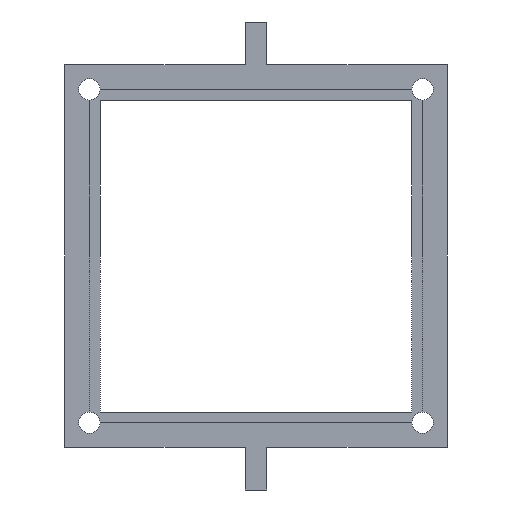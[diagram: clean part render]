
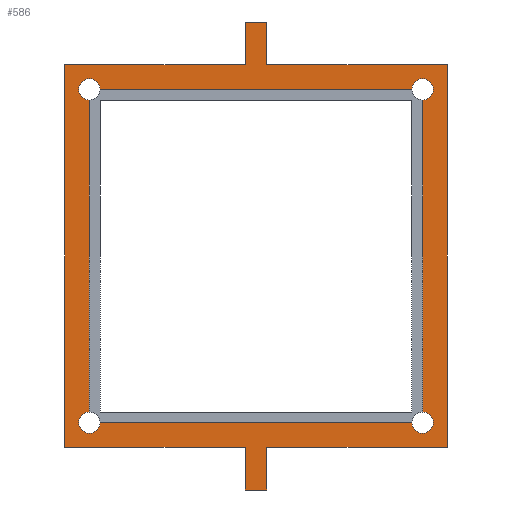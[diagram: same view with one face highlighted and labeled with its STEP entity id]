
A CAD part, left-side view. The second image highlights one B-rep face of the part: STEP entity #586.
In plain terms, the highlighted planar face has unit normal (-1, 0, 0).
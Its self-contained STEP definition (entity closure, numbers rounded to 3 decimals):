
#25=FACE_BOUND('',#100,.T.);
#31=CIRCLE('',#615,1.5);
#32=CIRCLE('',#617,1.5);
#34=CIRCLE('',#621,1.5);
#36=CIRCLE('',#623,1.5);
#37=CIRCLE('',#625,1.5);
#39=CIRCLE('',#627,1.5);
#66=FACE_OUTER_BOUND('',#99,.T.);
#99=EDGE_LOOP('',(#515,#516,#517,#518,#519,#520,#521,#522,#523,#524,#525,
#526));
#100=EDGE_LOOP('',(#527,#528,#529,#530,#531,#532,#533,#534,#535,#536));
#118=LINE('',#840,#186);
#121=LINE('',#846,#189);
#124=LINE('',#852,#192);
#129=LINE('',#868,#197);
#135=LINE('',#891,#203);
#138=LINE('',#897,#206);
#141=LINE('',#903,#209);
#144=LINE('',#909,#212);
#147=LINE('',#915,#215);
#150=LINE('',#921,#218);
#153=LINE('',#927,#221);
#156=LINE('',#933,#224);
#159=LINE('',#939,#227);
#162=LINE('',#945,#230);
#165=LINE('',#951,#233);
#168=LINE('',#955,#236);
#186=VECTOR('',#681,10.);
#189=VECTOR('',#686,10.);
#192=VECTOR('',#691,10.);
#197=VECTOR('',#710,10.);
#203=VECTOR('',#734,10.);
#206=VECTOR('',#739,10.);
#209=VECTOR('',#744,10.);
#212=VECTOR('',#749,10.);
#215=VECTOR('',#754,10.);
#218=VECTOR('',#759,10.);
#221=VECTOR('',#764,10.);
#224=VECTOR('',#769,10.);
#227=VECTOR('',#774,10.);
#230=VECTOR('',#779,10.);
#233=VECTOR('',#784,10.);
#236=VECTOR('',#789,10.);
#253=VERTEX_POINT('',#837);
#254=VERTEX_POINT('',#839);
#255=VERTEX_POINT('',#843);
#256=VERTEX_POINT('',#845);
#257=VERTEX_POINT('',#849);
#258=VERTEX_POINT('',#851);
#260=VERTEX_POINT('',#860);
#262=VERTEX_POINT('',#867);
#263=VERTEX_POINT('',#871);
#265=VERTEX_POINT('',#878);
#269=VERTEX_POINT('',#888);
#270=VERTEX_POINT('',#890);
#272=VERTEX_POINT('',#896);
#274=VERTEX_POINT('',#902);
#276=VERTEX_POINT('',#908);
#278=VERTEX_POINT('',#914);
#280=VERTEX_POINT('',#920);
#282=VERTEX_POINT('',#926);
#284=VERTEX_POINT('',#932);
#286=VERTEX_POINT('',#938);
#288=VERTEX_POINT('',#944);
#290=VERTEX_POINT('',#950);
#312=EDGE_CURVE('',#254,#253,#118,.T.);
#315=EDGE_CURVE('',#256,#255,#121,.T.);
#318=EDGE_CURVE('',#258,#257,#124,.T.);
#322=EDGE_CURVE('',#253,#256,#31,.T.);
#323=EDGE_CURVE('',#260,#254,#32,.T.);
#327=EDGE_CURVE('',#262,#260,#129,.T.);
#329=EDGE_CURVE('',#263,#262,#34,.T.);
#332=EDGE_CURVE('',#257,#263,#36,.T.);
#333=EDGE_CURVE('',#265,#258,#37,.T.);
#336=EDGE_CURVE('',#255,#265,#39,.T.);
#339=EDGE_CURVE('',#270,#269,#135,.T.);
#342=EDGE_CURVE('',#272,#270,#138,.T.);
#345=EDGE_CURVE('',#274,#272,#141,.T.);
#348=EDGE_CURVE('',#276,#274,#144,.T.);
#351=EDGE_CURVE('',#278,#276,#147,.T.);
#354=EDGE_CURVE('',#280,#278,#150,.T.);
#357=EDGE_CURVE('',#282,#280,#153,.T.);
#360=EDGE_CURVE('',#284,#282,#156,.T.);
#363=EDGE_CURVE('',#286,#284,#159,.T.);
#366=EDGE_CURVE('',#288,#286,#162,.T.);
#369=EDGE_CURVE('',#290,#288,#165,.T.);
#372=EDGE_CURVE('',#269,#290,#168,.T.);
#515=ORIENTED_EDGE('',*,*,#372,.T.);
#516=ORIENTED_EDGE('',*,*,#369,.T.);
#517=ORIENTED_EDGE('',*,*,#366,.T.);
#518=ORIENTED_EDGE('',*,*,#363,.T.);
#519=ORIENTED_EDGE('',*,*,#360,.T.);
#520=ORIENTED_EDGE('',*,*,#357,.T.);
#521=ORIENTED_EDGE('',*,*,#354,.T.);
#522=ORIENTED_EDGE('',*,*,#351,.T.);
#523=ORIENTED_EDGE('',*,*,#348,.T.);
#524=ORIENTED_EDGE('',*,*,#345,.T.);
#525=ORIENTED_EDGE('',*,*,#342,.T.);
#526=ORIENTED_EDGE('',*,*,#339,.T.);
#527=ORIENTED_EDGE('',*,*,#336,.T.);
#528=ORIENTED_EDGE('',*,*,#333,.T.);
#529=ORIENTED_EDGE('',*,*,#318,.T.);
#530=ORIENTED_EDGE('',*,*,#332,.T.);
#531=ORIENTED_EDGE('',*,*,#329,.T.);
#532=ORIENTED_EDGE('',*,*,#327,.T.);
#533=ORIENTED_EDGE('',*,*,#323,.T.);
#534=ORIENTED_EDGE('',*,*,#312,.T.);
#535=ORIENTED_EDGE('',*,*,#322,.T.);
#536=ORIENTED_EDGE('',*,*,#315,.T.);
#559=PLANE('',#641);
#586=ADVANCED_FACE('',(#66,#25),#559,.F.);
#615=AXIS2_PLACEMENT_3D('',#858,#698,#699);
#617=AXIS2_PLACEMENT_3D('',#861,#702,#703);
#621=AXIS2_PLACEMENT_3D('',#872,#714,#715);
#623=AXIS2_PLACEMENT_3D('',#876,#719,#720);
#625=AXIS2_PLACEMENT_3D('',#879,#723,#724);
#627=AXIS2_PLACEMENT_3D('',#883,#728,#729);
#641=AXIS2_PLACEMENT_3D('',#957,#792,#793);
#681=DIRECTION('',(0.,0.,1.));
#686=DIRECTION('',(0.,-1.,0.));
#691=DIRECTION('',(0.,0.,-1.));
#698=DIRECTION('center_axis',(1.,0.,0.));
#699=DIRECTION('ref_axis',(0.,1.,0.));
#702=DIRECTION('center_axis',(1.,0.,0.));
#703=DIRECTION('ref_axis',(0.,1.,0.));
#710=DIRECTION('',(0.,1.,0.));
#714=DIRECTION('center_axis',(1.,0.,0.));
#715=DIRECTION('ref_axis',(0.,1.,0.));
#719=DIRECTION('center_axis',(1.,0.,0.));
#720=DIRECTION('ref_axis',(0.,1.,0.));
#723=DIRECTION('center_axis',(1.,0.,0.));
#724=DIRECTION('ref_axis',(0.,1.,0.));
#728=DIRECTION('center_axis',(1.,0.,0.));
#729=DIRECTION('ref_axis',(0.,1.,0.));
#734=DIRECTION('',(0.,0.,1.));
#739=DIRECTION('',(0.,1.,0.));
#744=DIRECTION('',(0.,0.,1.));
#749=DIRECTION('',(0.,-1.,0.));
#754=DIRECTION('',(0.,0.,1.));
#759=DIRECTION('',(0.,-1.,0.));
#764=DIRECTION('',(0.,0.,-1.));
#769=DIRECTION('',(0.,-1.,0.));
#774=DIRECTION('',(0.,0.,-1.));
#779=DIRECTION('',(0.,1.,0.));
#784=DIRECTION('',(0.,0.,-1.));
#789=DIRECTION('',(0.,1.,0.));
#792=DIRECTION('center_axis',(1.,0.,0.));
#793=DIRECTION('ref_axis',(0.,1.,0.));
#837=CARTESIAN_POINT('',(-3.,-84.817,-15.));
#839=CARTESIAN_POINT('',(-3.,-84.817,-59.));
#840=CARTESIAN_POINT('',(-3.,-84.817,-13.5));
#843=CARTESIAN_POINT('',(-3.,-130.317,-13.5));
#845=CARTESIAN_POINT('',(-3.,-86.317,-13.5));
#846=CARTESIAN_POINT('',(-3.,-118.817,-13.5));
#849=CARTESIAN_POINT('',(-3.,-131.817,-59.));
#851=CARTESIAN_POINT('',(-3.,-131.817,-15.));
#852=CARTESIAN_POINT('',(-3.,-131.817,-60.5));
#858=CARTESIAN_POINT('Origin',(-3.,-84.817,-13.5));
#860=CARTESIAN_POINT('',(-3.,-86.317,-60.5));
#861=CARTESIAN_POINT('Origin',(-3.,-84.817,-60.5));
#867=CARTESIAN_POINT('',(-3.,-130.317,-60.5));
#868=CARTESIAN_POINT('',(-3.,-118.817,-60.5));
#871=CARTESIAN_POINT('',(-3.,-133.317,-60.5));
#872=CARTESIAN_POINT('Origin',(-3.,-131.817,-60.5));
#876=CARTESIAN_POINT('Origin',(-3.,-131.817,-60.5));
#878=CARTESIAN_POINT('',(-3.,-133.317,-13.5));
#879=CARTESIAN_POINT('Origin',(-3.,-131.817,-13.5));
#883=CARTESIAN_POINT('Origin',(-3.,-131.817,-13.5));
#888=CARTESIAN_POINT('',(-3.,-109.817,-4.));
#890=CARTESIAN_POINT('',(-3.,-109.817,-10.));
#891=CARTESIAN_POINT('',(-3.,-109.817,-4.));
#896=CARTESIAN_POINT('',(-3.,-135.317,-10.));
#897=CARTESIAN_POINT('',(-3.,-108.317,-10.));
#902=CARTESIAN_POINT('',(-3.,-135.317,-64.));
#903=CARTESIAN_POINT('',(-3.,-135.317,-10.));
#908=CARTESIAN_POINT('',(-3.,-109.817,-64.));
#909=CARTESIAN_POINT('',(-3.,-135.317,-64.));
#914=CARTESIAN_POINT('',(-3.,-109.817,-70.));
#915=CARTESIAN_POINT('',(-3.,-109.817,-64.));
#920=CARTESIAN_POINT('',(-3.,-106.817,-70.));
#921=CARTESIAN_POINT('',(-3.,-109.817,-70.));
#926=CARTESIAN_POINT('',(-3.,-106.817,-64.));
#927=CARTESIAN_POINT('',(-3.,-106.817,-64.));
#932=CARTESIAN_POINT('',(-3.,-81.317,-64.));
#933=CARTESIAN_POINT('',(-3.,-81.317,-64.));
#938=CARTESIAN_POINT('',(-3.,-81.317,-10.));
#939=CARTESIAN_POINT('',(-3.,-81.317,-10.));
#944=CARTESIAN_POINT('',(-3.,-106.817,-10.));
#945=CARTESIAN_POINT('',(-3.,-108.317,-10.));
#950=CARTESIAN_POINT('',(-3.,-106.817,-4.));
#951=CARTESIAN_POINT('',(-3.,-106.817,-4.));
#955=CARTESIAN_POINT('',(-3.,-108.317,-4.));
#957=CARTESIAN_POINT('Origin',(-3.,-108.317,-37.));
